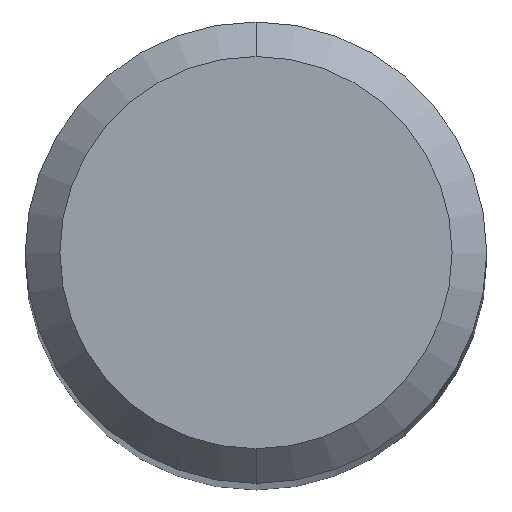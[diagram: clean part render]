
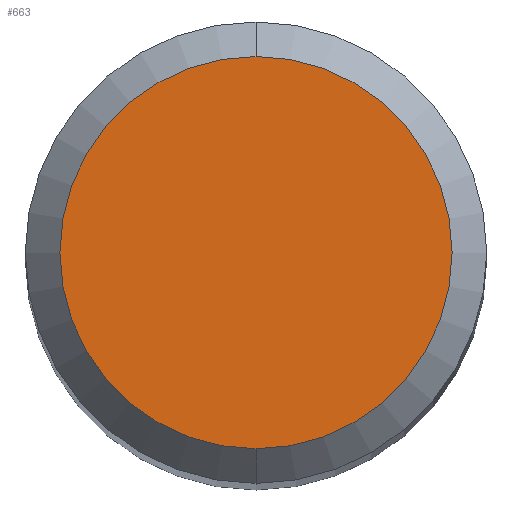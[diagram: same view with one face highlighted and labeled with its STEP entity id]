
A CAD part, top view. The second image highlights one B-rep face of the part: STEP entity #663.
In plain terms, the highlighted planar face has unit normal (0, 0, 1).
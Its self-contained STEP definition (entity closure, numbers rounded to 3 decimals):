
#465=VERTEX_POINT('',#1295);
#561=EDGE_CURVE('',#465,#1087,#1401,.T.);
#663=ADVANCED_FACE('',(#1512),#1513,.T.);
#765=EDGE_CURVE('',#1087,#465,#1624,.T.);
#1087=VERTEX_POINT('',#1976);
#1295=CARTESIAN_POINT('',(0.,-1.7,0.0));
#1401=CIRCLE('',#2782,1.7);
#1512=FACE_OUTER_BOUND('',#3023,.T.);
#1513=PLANE('',#3024);
#1624=CIRCLE('',#3657,1.7);
#1976=CARTESIAN_POINT('',(0.0,1.7,0.0));
#2782=AXIS2_PLACEMENT_3D('',#6286,#6287,#6288);
#3023=EDGE_LOOP('',(#6450,#6451));
#3024=AXIS2_PLACEMENT_3D('',#6452,#6453,#6454);
#3657=AXIS2_PLACEMENT_3D('',#6552,#6553,#6554);
#6286=CARTESIAN_POINT('',(0.0,0.0,0.0));
#6287=DIRECTION('',(0.0,0.0,-1.0));
#6288=DIRECTION('',(0.0,1.0,0.0));
#6450=ORIENTED_EDGE('',*,*,#765,.F.);
#6451=ORIENTED_EDGE('',*,*,#561,.F.);
#6452=CARTESIAN_POINT('',(0.0,0.85,0.0));
#6453=DIRECTION('',(-0.0,0.0,1.0));
#6454=DIRECTION('',(0.0,-1.0,0.0));
#6552=CARTESIAN_POINT('',(0.0,0.0,0.0));
#6553=DIRECTION('',(0.0,0.0,-1.0));
#6554=DIRECTION('',(0.0,1.0,0.0));
